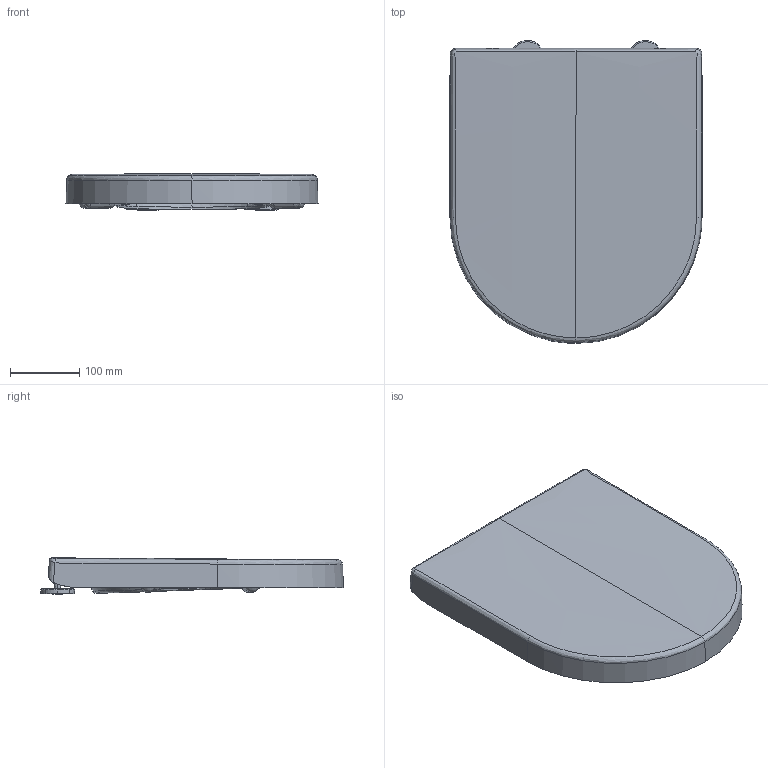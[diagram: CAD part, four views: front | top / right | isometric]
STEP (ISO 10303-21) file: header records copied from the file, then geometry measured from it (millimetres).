
FILE_DESCRIPTION(/* description */ (''),/* implementation_level */ '2;1');
FILE_NAME(/* name */ 'STEP - U2009_26787',/* time_stamp */ '2025-04-10T15:12:35+10:00',/* author */ (''),/* organization */ (''),/* preprocessor_version */ 'ST-DEVELOPER v16.5',/* originating_system */ 'Rhino 7.37',/* authorisation */ '');
FILE_SCHEMA (('AUTOMOTIVE_DESIGN'));
Length unit declared in the file: millimetre
Products named in the file (14): Document; U2009_ASM_ASM; 1U1009_ASM_5_ASM; 1U1009-C0-00_1; 1U1009-D0-00_2; 1S0020-000_1; 1S0021-000_1; ZS004-00-000_ASM_1_ASM; 1S0041-00W_1; TANHUANG__AF0_1; 1S0034-000_1; 1S0094-00G_ASM; 1S0094-00G; 21059-000
Assembly tree (18 placements, depth 5):
  Document
    U2009_ASM_ASM
      1U1009_ASM_5_ASM
        1U1009-C0-00_1
        1U1009-D0-00_2
        1S0020-000_1  x2
        1S0021-000_1  x4
        ZS004-00-000_ASM_1_ASM
          1S0041-00W_1
          TANHUANG__AF0_1
          1S0034-000_1
      1S0094-00G_ASM  x2
        1S0094-00G
        21059-000
Bounding box: 363.23 x 436.5 x 52.1 mm (x, y, z)
Volume: 786328.6 mm3; surface area: 645825.4 mm2
Topology: 14 solids, 15 shells, 1135 faces, 2915 edges, 1823 vertices
Faces by surface type: bspline 471, plane 351, cylinder 313
Entity records: 56825 total; most frequent: CARTESIAN_POINT 43978, ORIENTED_EDGE 3987, EDGE_CURVE 1995, B_SPLINE_CURVE_WITH_KNOTS 1508, VERTEX_POINT 1240, EDGE_LOOP 829, ADVANCED_FACE 791, FACE_OUTER_BOUND 791
